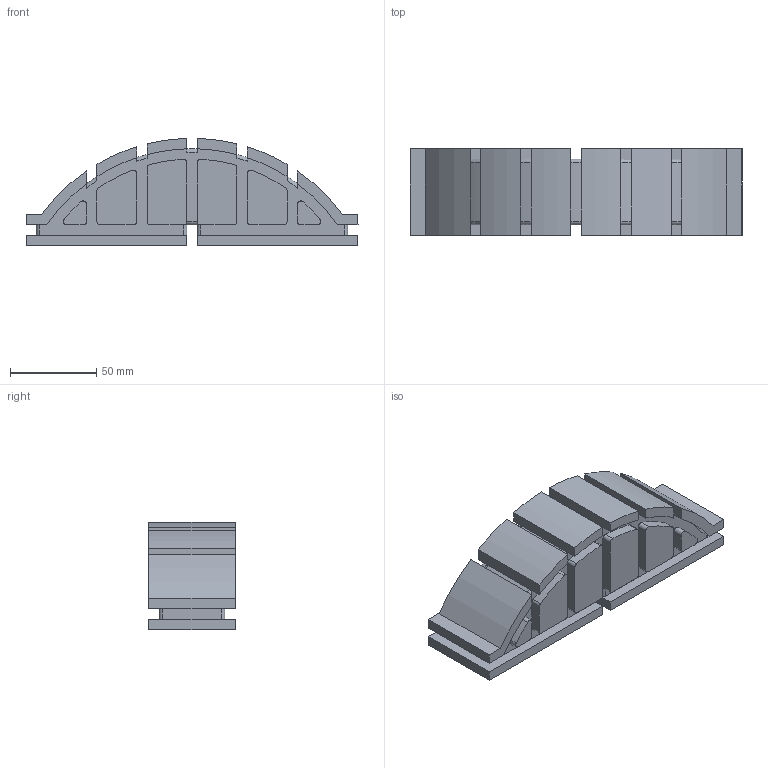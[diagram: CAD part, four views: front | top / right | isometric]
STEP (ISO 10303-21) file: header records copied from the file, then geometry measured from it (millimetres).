
FILE_DESCRIPTION(/* description */ (''),/* implementation_level */ '2;1');
FILE_NAME(/* name */ 'Bridge-fix.step',/* time_stamp */ '2025-05-23T19:56:24+02:00',/* author */ (''),/* organization */ (''),/* preprocessor_version */ 'ST-DEVELOPER v20.1',/* originating_system */ 'Autodesk Translation Framework v14.4.0.0',/* authorisation */ '');
FILE_SCHEMA (('AUTOMOTIVE_DESIGN { 1 0 10303 214 3 1 1 }'));
Length unit declared in the file: millimetre
Products named in the file (2): Bridge-fix; Truss Mold
Assembly tree (1 placements, depth 2):
  Bridge-fix
    Truss Mold
Bounding box: 192 x 50 x 61.96 mm (x, y, z)
Volume: 387065.2 mm3; surface area: 54673 mm2
Topology: 1 solids, 1 shells, 188 faces, 522 edges, 344 vertices
Faces by surface type: cylinder 89, plane 89, torus 10
Entity records: 6258 total; most frequent: CARTESIAN_POINT 1237, DIRECTION 1072, ORIENTED_EDGE 1044, EDGE_CURVE 522, AXIS2_PLACEMENT_3D 379, VERTEX_POINT 344, LINE 314, VECTOR 314
